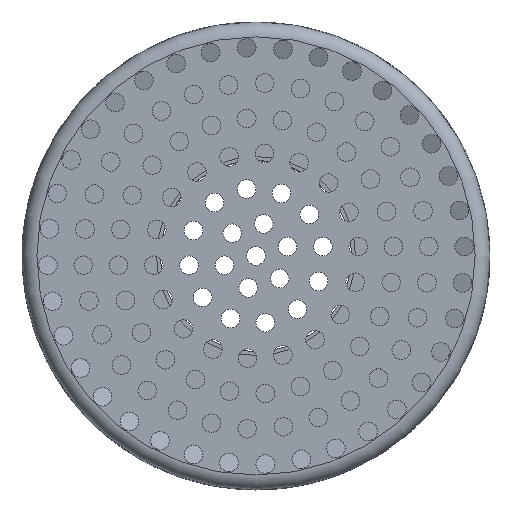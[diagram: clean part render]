
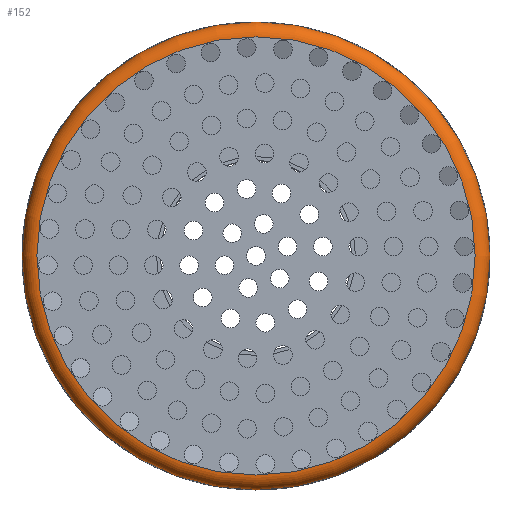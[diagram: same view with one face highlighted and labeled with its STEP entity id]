
A CAD part, top view. The second image highlights one B-rep face of the part: STEP entity #152.
In plain terms, the highlighted toroidal (fillet/blend) face has major radius 58.95 mm and minor radius 4 mm.
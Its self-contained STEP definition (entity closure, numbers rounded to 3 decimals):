
#152=ADVANCED_FACE('',(#5627,#5629),#5631,.T.);
#5627=FACE_OUTER_BOUND('',#5628,.T.);
#5628=EDGE_LOOP('',(#7641));
#5629=FACE_OUTER_BOUND('',#5630,.T.);
#5630=EDGE_LOOP('',(#7642));
#5631=TOROIDAL_SURFACE('',#5632,58.95,4.);
#5632=AXIS2_PLACEMENT_3D('',#5633,#5634,#5635);
#5633=CARTESIAN_POINT('',(0.,0.,10.4));
#5634=DIRECTION('',(0.,0.,1.));
#5635=DIRECTION('',(0.,1.,0.));
#7641=ORIENTED_EDGE('',*,*,#8277,.T.);
#7642=ORIENTED_EDGE('',*,*,#8324,.F.);
#8277=EDGE_CURVE('',#8806,#8806,#8807,.T.);
#8324=EDGE_CURVE('',#8900,#8900,#8901,.T.);
#8806=VERTEX_POINT('',#15211);
#8807=CIRCLE('',#15212,62.95);
#8900=VERTEX_POINT('',#18515);
#8901=CIRCLE('',#18516,58.95);
#15211=CARTESIAN_POINT('',(0.,62.95,10.4));
#15212=AXIS2_PLACEMENT_3D('',#15213,#15214,#15215);
#15213=CARTESIAN_POINT('',(0.,0.,10.4));
#15214=DIRECTION('',(0.,0.,1.));
#15215=DIRECTION('',(0.,1.,0.));
#18515=CARTESIAN_POINT('',(0.,58.95,14.4));
#18516=AXIS2_PLACEMENT_3D('',#18517,#18518,#18519);
#18517=CARTESIAN_POINT('',(0.,0.,14.4));
#18518=DIRECTION('',(0.,0.,1.));
#18519=DIRECTION('',(0.,1.,0.));
